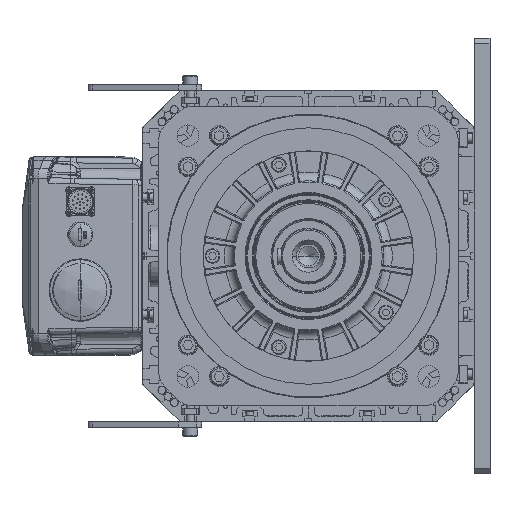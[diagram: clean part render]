
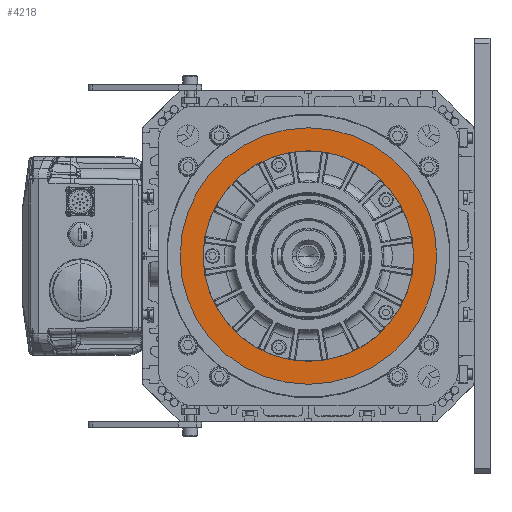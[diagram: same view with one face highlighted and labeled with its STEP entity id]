
A CAD part, left-side view. The second image highlights one B-rep face of the part: STEP entity #4218.
In plain terms, the highlighted planar face has unit normal (-1, 0, 0).
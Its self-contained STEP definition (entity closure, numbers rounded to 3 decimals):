
#2589=CARTESIAN_POINT('',(112.02,0.,0.));
#2590=DIRECTION('',(-1.,0.,0.));
#2591=DIRECTION('',(0.,-1.,0.));
#2592=AXIS2_PLACEMENT_3D('',#2589,#2590,#2591);
#2594=CARTESIAN_POINT('',(112.02,0.,0.));
#2595=DIRECTION('',(1.,0.,0.));
#2596=DIRECTION('',(0.,-1.,0.));
#2597=AXIS2_PLACEMENT_3D('',#2594,#2595,#2596);
#2599=CARTESIAN_POINT('',(112.02,0.,0.));
#2600=DIRECTION('',(-1.,0.,0.));
#2601=DIRECTION('',(0.,-1.,0.));
#2602=AXIS2_PLACEMENT_3D('',#2599,#2600,#2601);
#2621=CARTESIAN_POINT('',(112.02,0.,0.));
#2622=DIRECTION('',(1.,0.,0.));
#2623=DIRECTION('',(0.,-1.,0.));
#2624=AXIS2_PLACEMENT_3D('',#2621,#2622,#2623);
#3355=CARTESIAN_POINT('',(112.02,-92.75,0.));
#3357=VERTEX_POINT('',#3355);
#3359=CARTESIAN_POINT('',(112.02,92.75,0.));
#3361=VERTEX_POINT('',#3359);
#3362=CARTESIAN_POINT('',(112.02,-113.,0.));
#3363=CARTESIAN_POINT('',(112.02,113.,0.));
#3364=VERTEX_POINT('',#3362);
#3365=VERTEX_POINT('',#3363);
#4202=CARTESIAN_POINT('',(112.02,0.,0.));
#4203=DIRECTION('',(-1.,0.,0.));
#4204=DIRECTION('',(0.,-1.,0.));
#4205=AXIS2_PLACEMENT_3D('',#4202,#4203,#4204);
#4206=PLANE('',#4205);
#4208=ORIENTED_EDGE('',*,*,#4207,.T.);
#4210=ORIENTED_EDGE('',*,*,#4209,.F.);
#4211=EDGE_LOOP('',(#4208,#4210));
#4212=FACE_OUTER_BOUND('',#4211,.F.);
#4213=ORIENTED_EDGE('',*,*,#4197,.T.);
#4215=ORIENTED_EDGE('',*,*,#4214,.F.);
#4216=EDGE_LOOP('',(#4213,#4215));
#4217=FACE_BOUND('',#4216,.F.);
#4218=ADVANCED_FACE('',(#4212,#4217),#4206,.T.);
#2593=CIRCLE('',#2592,92.75);
#2598=CIRCLE('',#2597,92.75);
#2603=CIRCLE('',#2602,113.);
#2625=CIRCLE('',#2624,113.);
#4197=EDGE_CURVE('',#3357,#3361,#2593,.T.);
#4207=EDGE_CURVE('',#3364,#3365,#2625,.T.);
#4209=EDGE_CURVE('',#3364,#3365,#2603,.T.);
#4214=EDGE_CURVE('',#3357,#3361,#2598,.T.);
